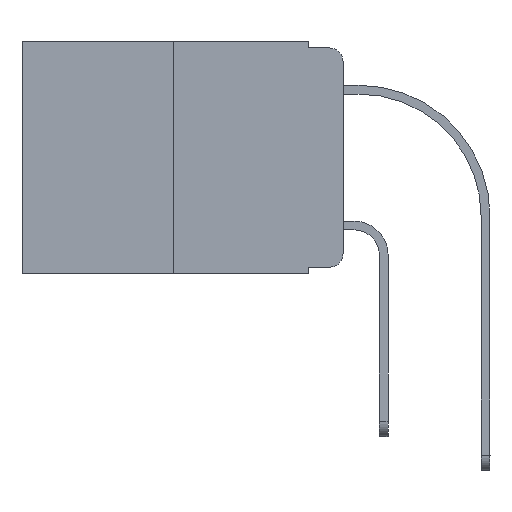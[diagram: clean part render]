
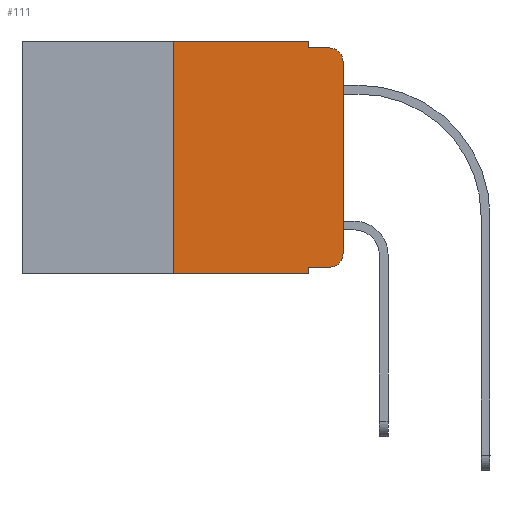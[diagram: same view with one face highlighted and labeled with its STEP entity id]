
A CAD part, left-side view. The second image highlights one B-rep face of the part: STEP entity #111.
In plain terms, the highlighted planar face has unit normal (-1, 0, 0).
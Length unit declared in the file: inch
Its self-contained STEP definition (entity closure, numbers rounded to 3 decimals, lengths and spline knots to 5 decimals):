
#111 = ADVANCED_FACE ( 'NONE', ( #25571 ), #19739, .F. ) ;
#171 = LINE ( 'NONE', #1645, #13987 ) ;
#201 = EDGE_CURVE ( 'NONE', #12837, #10248, #18203, .T. ) ;
#215 = CIRCLE ( 'NONE', #12946, 0.02 ) ;
#1073 = LINE ( 'NONE', #7028, #17880 ) ;
#1152 = DIRECTION ( 'NONE',  ( 0., 0., -1. ) ) ;
#1332 = EDGE_CURVE ( 'NONE', #25997, #25055, #24892, .T. ) ;
#1486 = ORIENTED_EDGE ( 'NONE', *, *, #23218, .F. ) ;
#1645 = CARTESIAN_POINT ( 'NONE',  ( 0., 0.25, 0. ) ) ;
#2162 = DIRECTION ( 'NONE',  ( 0., 0., 1. ) ) ;
#2766 = CARTESIAN_POINT ( 'NONE',  ( 0., 0.051, -0.333 ) ) ;
#2802 = DIRECTION ( 'NONE',  ( -1., 0., 0. ) ) ;
#3059 = VECTOR ( 'NONE', #15724, 39.37008 ) ;
#3620 = CARTESIAN_POINT ( 'NONE',  ( 0., 0.051, -0.01 ) ) ;
#5128 = CARTESIAN_POINT ( 'NONE',  ( 0., 0.051, 0. ) ) ;
#5292 = EDGE_CURVE ( 'NONE', #7793, #11329, #215, .T. ) ;
#6241 = CARTESIAN_POINT ( 'NONE',  ( 0., 0.051, 0. ) ) ;
#6323 = CARTESIAN_POINT ( 'NONE',  ( 0., 0.051, -0.01 ) ) ;
#6756 = AXIS2_PLACEMENT_3D ( 'NONE', #26074, #19989, #14280 ) ;
#7028 = CARTESIAN_POINT ( 'NONE',  ( 0., 0.473, 0. ) ) ;
#7134 = DIRECTION ( 'NONE',  ( 0., -1., 0. ) ) ;
#7151 = DIRECTION ( 'NONE',  ( 0., -1., 0. ) ) ;
#7430 = VERTEX_POINT ( 'NONE', #18406 ) ;
#7793 = VERTEX_POINT ( 'NONE', #8658 ) ;
#8123 = ORIENTED_EDGE ( 'NONE', *, *, #24031, .F. ) ;
#8421 = EDGE_CURVE ( 'NONE', #7430, #25055, #19235, .T. ) ;
#8658 = CARTESIAN_POINT ( 'NONE',  ( 0., 0., -0.03 ) ) ;
#9139 = ORIENTED_EDGE ( 'NONE', *, *, #5292, .T. ) ;
#9184 = CARTESIAN_POINT ( 'NONE',  ( 0., 0.02, -0.01 ) ) ;
#9238 = ORIENTED_EDGE ( 'NONE', *, *, #201, .T. ) ;
#9780 = VECTOR ( 'NONE', #25502, 39.37008 ) ;
#9781 = ORIENTED_EDGE ( 'NONE', *, *, #1332, .F. ) ;
#10000 = CARTESIAN_POINT ( 'NONE',  ( 0., 0.051, 0. ) ) ;
#10248 = VERTEX_POINT ( 'NONE', #10978 ) ;
#10382 = CARTESIAN_POINT ( 'NONE',  ( 0., 0.25, 0. ) ) ;
#10446 = DIRECTION ( 'NONE',  ( 0., -1., 0. ) ) ;
#10978 = CARTESIAN_POINT ( 'NONE',  ( 0., 0., -0.313 ) ) ;
#11168 = VERTEX_POINT ( 'NONE', #10382 ) ;
#11249 = CARTESIAN_POINT ( 'NONE',  ( 0., 0.051, -0.333 ) ) ;
#11329 = VERTEX_POINT ( 'NONE', #9184 ) ;
#11608 = CARTESIAN_POINT ( 'NONE',  ( 0., 0.051, -0.343 ) ) ;
#11830 = CARTESIAN_POINT ( 'NONE',  ( 0., 0.02, -0.333 ) ) ;
#11834 = LINE ( 'NONE', #21787, #9780 ) ;
#11969 = LINE ( 'NONE', #6241, #14458 ) ;
#12265 = EDGE_CURVE ( 'NONE', #7430, #11168, #171, .T. ) ;
#12837 = VERTEX_POINT ( 'NONE', #11830 ) ;
#12946 = AXIS2_PLACEMENT_3D ( 'NONE', #13895, #2802, #25074 ) ;
#13375 = CARTESIAN_POINT ( 'NONE',  ( 0., 0.473, 0. ) ) ;
#13895 = CARTESIAN_POINT ( 'NONE',  ( 0., 0.02, -0.03 ) ) ;
#13987 = VECTOR ( 'NONE', #2162, 39.37008 ) ;
#14280 = DIRECTION ( 'NONE',  ( 0., 0., -1. ) ) ;
#14458 = VECTOR ( 'NONE', #20311, 39.37008 ) ;
#14688 = VECTOR ( 'NONE', #1152, 39.37008 ) ;
#15724 = DIRECTION ( 'NONE',  ( 0., -1., 0. ) ) ;
#16265 = ORIENTED_EDGE ( 'NONE', *, *, #12265, .F. ) ;
#16613 = EDGE_CURVE ( 'NONE', #19451, #22228, #11969, .T. ) ;
#17236 = CARTESIAN_POINT ( 'NONE',  ( 0., 0.473, -0.343 ) ) ;
#17362 = EDGE_LOOP ( 'NONE', ( #25510, #9139, #1486, #18819, #8123, #16265, #21023, #9781, #18680, #9238 ) ) ;
#17471 = EDGE_CURVE ( 'NONE', #25997, #12837, #26047, .T. ) ;
#17880 = VECTOR ( 'NONE', #7151, 39.37008 ) ;
#18203 = CIRCLE ( 'NONE', #6756, 0.02 ) ;
#18406 = CARTESIAN_POINT ( 'NONE',  ( 0., 0.25, -0.343 ) ) ;
#18680 = ORIENTED_EDGE ( 'NONE', *, *, #17471, .T. ) ;
#18819 = ORIENTED_EDGE ( 'NONE', *, *, #16613, .F. ) ;
#19235 = LINE ( 'NONE', #17236, #24063 ) ;
#19451 = VERTEX_POINT ( 'NONE', #10000 ) ;
#19739 = PLANE ( 'NONE',  #24509 ) ;
#19989 = DIRECTION ( 'NONE',  ( -1., 0., 0. ) ) ;
#20311 = DIRECTION ( 'NONE',  ( 0., 0., -1. ) ) ;
#20549 = LINE ( 'NONE', #6323, #21653 ) ;
#21023 = ORIENTED_EDGE ( 'NONE', *, *, #8421, .T. ) ;
#21097 = EDGE_CURVE ( 'NONE', #10248, #7793, #11834, .T. ) ;
#21447 = DIRECTION ( 'NONE',  ( 1., 0., 0. ) ) ;
#21653 = VECTOR ( 'NONE', #10446, 39.37008 ) ;
#21787 = CARTESIAN_POINT ( 'NONE',  ( 0., 0., 0. ) ) ;
#22228 = VERTEX_POINT ( 'NONE', #3620 ) ;
#23218 = EDGE_CURVE ( 'NONE', #22228, #11329, #20549, .T. ) ;
#23574 = DIRECTION ( 'NONE',  ( 0., 0., -1. ) ) ;
#24031 = EDGE_CURVE ( 'NONE', #11168, #19451, #1073, .T. ) ;
#24063 = VECTOR ( 'NONE', #7134, 39.37008 ) ;
#24509 = AXIS2_PLACEMENT_3D ( 'NONE', #13375, #21447, #23574 ) ;
#24892 = LINE ( 'NONE', #5128, #14688 ) ;
#25055 = VERTEX_POINT ( 'NONE', #11608 ) ;
#25074 = DIRECTION ( 'NONE',  ( 0., 0., -1. ) ) ;
#25502 = DIRECTION ( 'NONE',  ( 0., 0., 1. ) ) ;
#25510 = ORIENTED_EDGE ( 'NONE', *, *, #21097, .T. ) ;
#25571 = FACE_OUTER_BOUND ( 'NONE', #17362, .T. ) ;
#25997 = VERTEX_POINT ( 'NONE', #2766 ) ;
#26047 = LINE ( 'NONE', #11249, #3059 ) ;
#26074 = CARTESIAN_POINT ( 'NONE',  ( 0., 0.02, -0.313 ) ) ;
